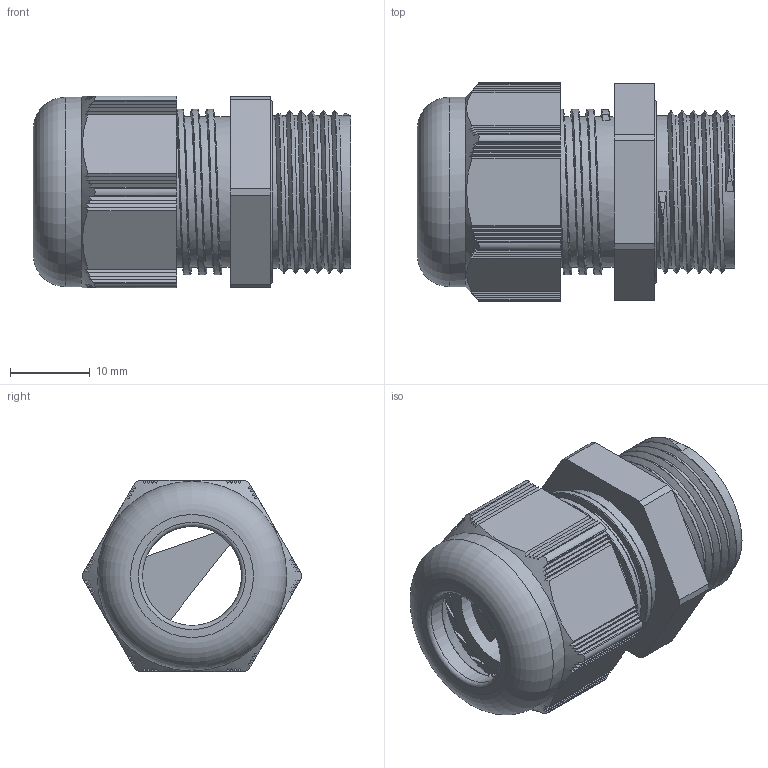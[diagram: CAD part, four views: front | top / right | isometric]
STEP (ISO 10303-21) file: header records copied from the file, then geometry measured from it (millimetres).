
FILE_DESCRIPTION(/* description */ ('Euro-Top PG13,5, KB: 6-12 mm'),/* implementation_level */ '2;1');
FILE_NAME(/* name */ '11080413-RST.stp',/* time_stamp */ '2019-11-26T14:47:51+01:00',/* author */ ('sl'),/* organization */ (''),/* preprocessor_version */ 'ST-DEVELOPER v16.5',/* originating_system */ 'Autodesk Inventor 2017',/* authorisation */ '');
FILE_SCHEMA (('AUTOMOTIVE_DESIGN { 1 0 10303 214 3 1 1 }'));
Length unit declared in the file: millimetre
Products named in the file (4): 11080413; 11080413_1; 11080413_2; 11080413_3
Assembly tree (3 placements, depth 2):
  11080413
    11080413_1
    11080413_2
    11080413_3
Bounding box: 39.73 x 27.4 x 24 mm (x, y, z)
Volume: 9317.6 mm3; surface area: 10210.9 mm2
Topology: 3 solids, 3 shells, 308 faces, 868 edges, 571 vertices
Faces by surface type: plane 201, cylinder 60, bspline 22, torus 21, cone 4
Full cylindrical faces by diameter (mm): 12.4 x2, 12.6 x1, 14 x1, 16.1 x1, 16.2 x1, 18.47 x1, 18.87 x6, 19.06 x6, 19.55 x5, 21.4 x5, 23.7 x1
Entity records: 13938 total; most frequent: CARTESIAN_POINT 6720, ORIENTED_EDGE 1554, DIRECTION 1394, EDGE_CURVE 777, VERTEX_POINT 524, AXIS2_PLACEMENT_3D 482, LINE 430, VECTOR 430
